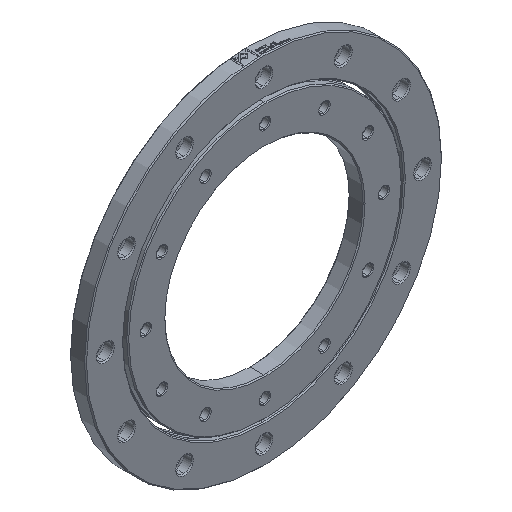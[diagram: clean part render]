
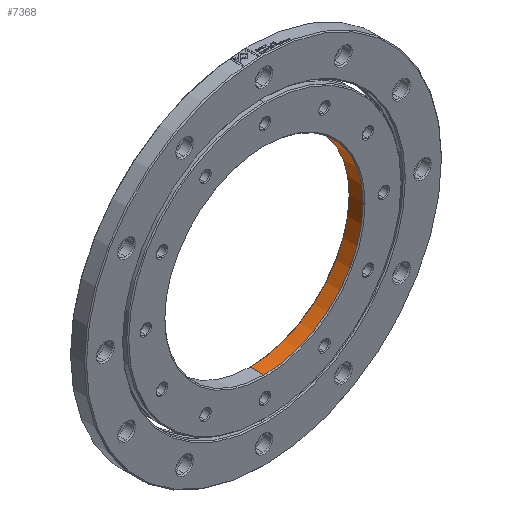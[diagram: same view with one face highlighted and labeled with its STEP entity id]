
A CAD part, isometric view. The second image highlights one B-rep face of the part: STEP entity #7368.
In plain terms, the highlighted cylindrical face has radius 50 mm (diameter 100 mm), a partial arc.
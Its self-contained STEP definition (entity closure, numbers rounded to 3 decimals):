
#5318=CYLINDRICAL_SURFACE('',#18182,50.);
#5696=LINE('',#22613,#6556);
#5697=LINE('',#22614,#6557);
#6556=VECTOR('',#19531,1.);
#6557=VECTOR('',#19532,1.);
#7368=ADVANCED_FACE('',(#8211),#5318,.F.);
#8211=FACE_OUTER_BOUND('',#9027,.T.);
#9027=EDGE_LOOP('',(#10215,#10216,#10217,#10218));
#10215=ORIENTED_EDGE('',*,*,#15611,.T.);
#10216=ORIENTED_EDGE('',*,*,#15641,.T.);
#10217=ORIENTED_EDGE('',*,*,#15612,.F.);
#10218=ORIENTED_EDGE('',*,*,#15642,.T.);
#14211=VERTEX_POINT('',#22546);
#14212=VERTEX_POINT('',#22547);
#14215=VERTEX_POINT('',#22555);
#14216=VERTEX_POINT('',#22556);
#15611=EDGE_CURVE('',#14215,#14212,#5696,.T.);
#15612=EDGE_CURVE('',#14216,#14211,#5697,.T.);
#15641=EDGE_CURVE('',#14212,#14211,#17601,.T.);
#15642=EDGE_CURVE('',#14216,#14215,#17602,.T.);
#17601=CIRCLE('',#18180,50.);
#17602=CIRCLE('',#18181,50.);
#18180=AXIS2_PLACEMENT_3D('',#22646,#19595,#19596);
#18181=AXIS2_PLACEMENT_3D('',#22647,#19597,#19598);
#18182=AXIS2_PLACEMENT_3D('',#22648,#19599,#19600);
#19531=DIRECTION('',(0.,1.,0.));
#19532=DIRECTION('',(0.,1.,0.));
#19595=DIRECTION('',(0.,1.,0.));
#19596=DIRECTION('',(0.,0.,-1.));
#19597=DIRECTION('',(0.,-1.,0.));
#19598=DIRECTION('',(0.,0.,1.));
#19599=DIRECTION('',(0.,-1.,0.));
#19600=DIRECTION('',(0.,0.,-1.));
#22546=CARTESIAN_POINT('',(0.,7.5,-50.));
#22547=CARTESIAN_POINT('',(0.,7.5,50.));
#22555=CARTESIAN_POINT('',(0.,0.5,50.));
#22556=CARTESIAN_POINT('',(0.,0.5,-50.));
#22613=CARTESIAN_POINT('',(0.,0.,50.));
#22614=CARTESIAN_POINT('',(0.,0.,-50.));
#22646=CARTESIAN_POINT('',(0.,7.5,0.));
#22647=CARTESIAN_POINT('',(0.,0.5,0.));
#22648=CARTESIAN_POINT('',(0.,0.,0.));
